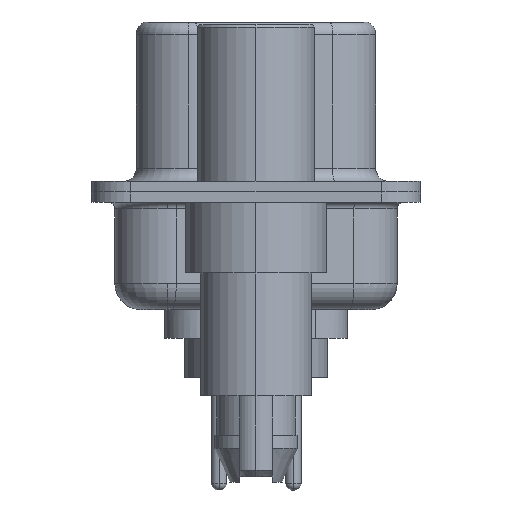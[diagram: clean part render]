
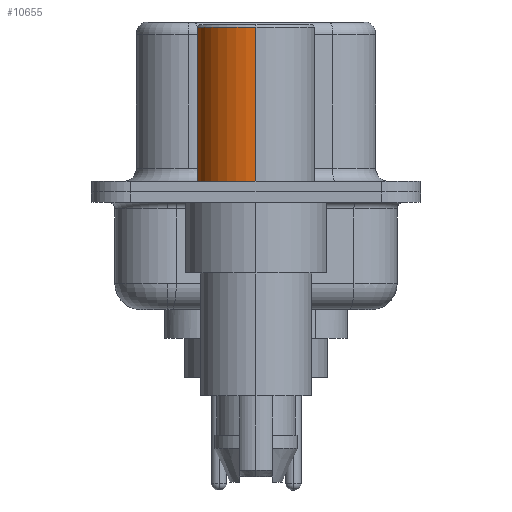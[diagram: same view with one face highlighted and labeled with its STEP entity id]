
A CAD part, left-side view. The second image highlights one B-rep face of the part: STEP entity #10655.
In plain terms, the highlighted cylindrical face has radius 2.25 mm (diameter 4.5 mm), a partial arc.
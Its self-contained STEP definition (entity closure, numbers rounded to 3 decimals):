
#48 = EDGE_LOOP ( 'NONE', ( #22287, #56, #17867, #10614 ) ) ;
#56 = ORIENTED_EDGE ( 'NONE', *, *, #7528, .T. ) ;
#489 = CYLINDRICAL_SURFACE ( 'NONE', #14644, 2.25 ) ;
#1206 = CARTESIAN_POINT ( 'NONE',  ( 0., 0., 6.3 ) ) ;
#3043 = DIRECTION ( 'NONE',  ( 1., 0., 0. ) ) ;
#3071 = VERTEX_POINT ( 'NONE', #16522 ) ;
#3415 = CARTESIAN_POINT ( 'NONE',  ( 2.25, 0., 6.3 ) ) ;
#3851 = CARTESIAN_POINT ( 'NONE',  ( -2.25, 0., 6.3 ) ) ;
#3994 = DIRECTION ( 'NONE',  ( 0., 0., 1. ) ) ;
#4410 = CIRCLE ( 'NONE', #21909, 2.25 ) ;
#5790 = FACE_OUTER_BOUND ( 'NONE', #48, .T. ) ;
#6045 = VERTEX_POINT ( 'NONE', #17828 ) ;
#6491 = EDGE_CURVE ( 'NONE', #22794, #11505, #20044, .T. ) ;
#6782 = EDGE_CURVE ( 'NONE', #3071, #6045, #4410, .T. ) ;
#7528 = EDGE_CURVE ( 'NONE', #6045, #11505, #8825, .T. ) ;
#7669 = CARTESIAN_POINT ( 'NONE',  ( 0., 0., 0.4 ) ) ;
#8825 = LINE ( 'NONE', #9338, #19354 ) ;
#9338 = CARTESIAN_POINT ( 'NONE',  ( -2.25, 0., 0.581 ) ) ;
#9448 = DIRECTION ( 'NONE',  ( 1., 0., 0. ) ) ;
#10392 = CARTESIAN_POINT ( 'NONE',  ( 0., 0., 0.581 ) ) ;
#10614 = ORIENTED_EDGE ( 'NONE', *, *, #18192, .F. ) ;
#10655 = ADVANCED_FACE ( 'NONE', ( #5790 ), #489, .T. ) ;
#10677 = VECTOR ( 'NONE', #18250, 1000. ) ;
#11182 = CARTESIAN_POINT ( 'NONE',  ( 2.25, 0., 0.581 ) ) ;
#11505 = VERTEX_POINT ( 'NONE', #3851 ) ;
#11745 = LINE ( 'NONE', #11182, #10677 ) ;
#13580 = DIRECTION ( 'NONE',  ( 0., 0., 1. ) ) ;
#14644 = AXIS2_PLACEMENT_3D ( 'NONE', #10392, #17422, #22818 ) ;
#16522 = CARTESIAN_POINT ( 'NONE',  ( 2.25, 0., 0.4 ) ) ;
#17422 = DIRECTION ( 'NONE',  ( 0., 0., 1. ) ) ;
#17828 = CARTESIAN_POINT ( 'NONE',  ( -2.25, 0., 0.4 ) ) ;
#17867 = ORIENTED_EDGE ( 'NONE', *, *, #6491, .F. ) ;
#18192 = EDGE_CURVE ( 'NONE', #3071, #22794, #11745, .T. ) ;
#18250 = DIRECTION ( 'NONE',  ( 0., 0., 1. ) ) ;
#19354 = VECTOR ( 'NONE', #3994, 1000. ) ;
#20044 = CIRCLE ( 'NONE', #21174, 2.25 ) ;
#20071 = DIRECTION ( 'NONE',  ( 0., 0., 1. ) ) ;
#21174 = AXIS2_PLACEMENT_3D ( 'NONE', #1206, #13580, #3043 ) ;
#21909 = AXIS2_PLACEMENT_3D ( 'NONE', #7669, #20071, #9448 ) ;
#22287 = ORIENTED_EDGE ( 'NONE', *, *, #6782, .T. ) ;
#22794 = VERTEX_POINT ( 'NONE', #3415 ) ;
#22818 = DIRECTION ( 'NONE',  ( 1., 0., 0. ) ) ;
